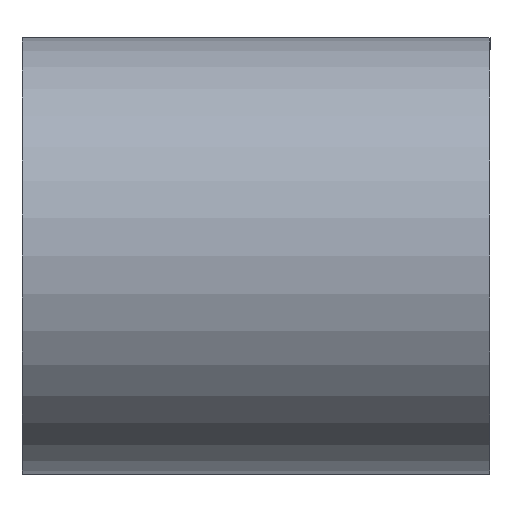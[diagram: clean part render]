
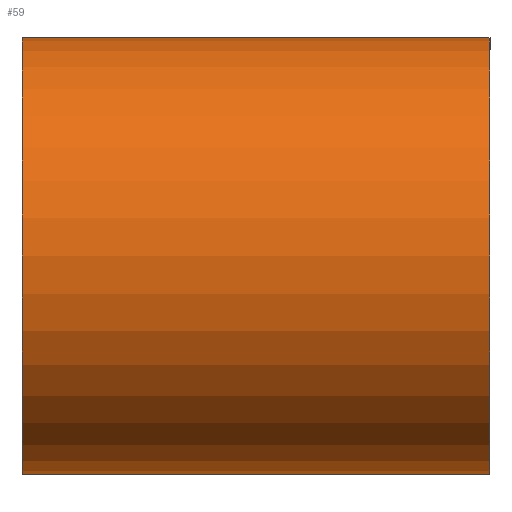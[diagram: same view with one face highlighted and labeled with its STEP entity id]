
A CAD part, left-side view. The second image highlights one B-rep face of the part: STEP entity #59.
In plain terms, the highlighted cylindrical face has radius 7 mm (diameter 14 mm), a full revolution.
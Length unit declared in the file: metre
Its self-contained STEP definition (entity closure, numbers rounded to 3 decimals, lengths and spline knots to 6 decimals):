
#59 = ADVANCED_FACE( 'NONE', ( #141, #142, #143 ), #144, .T. );
#141 = FACE_OUTER_BOUND( '', #264, .T. );
#142 = FACE_OUTER_BOUND( '', #265, .T. );
#143 = FACE_BOUND( '', #266, .T. );
#144 = CYLINDRICAL_SURFACE( '', #267, 0.007 );
#264 = EDGE_LOOP( '', ( #664 ) );
#265 = EDGE_LOOP( '', ( #665 ) );
#266 = EDGE_LOOP( '', ( #666, #667 ) );
#267 = AXIS2_PLACEMENT_3D( '', #668, #669, #670 );
#664 = ORIENTED_EDGE( '', *, *, #837, .T. );
#665 = ORIENTED_EDGE( '', *, *, #838, .T. );
#666 = ORIENTED_EDGE( '', *, *, #839, .T. );
#667 = ORIENTED_EDGE( '', *, *, #840, .T. );
#668 = CARTESIAN_POINT( '', ( 0., 0.010366, 0. ) );
#669 = DIRECTION( '', ( 0., -1., 0. ) );
#670 = DIRECTION( '', ( 0., 0., 1. ) );
#837 = EDGE_CURVE( 'NONE', #910, #910, #911, .T. );
#838 = EDGE_CURVE( 'NONE', #912, #912, #913, .T. );
#839 = EDGE_CURVE( 'NONE', #914, #915, #916, .T. );
#840 = EDGE_CURVE( 'NONE', #915, #914, #917, .T. );
#910 = VERTEX_POINT( '', #1049 );
#911 = CIRCLE( '', #1050, 0.007 );
#912 = VERTEX_POINT( '', #1051 );
#913 = CIRCLE( '', #1052, 0.007 );
#914 = VERTEX_POINT( 'NONE', #1053 );
#915 = VERTEX_POINT( 'NONE', #1054 );
#916 = B_SPLINE_CURVE_WITH_KNOTS( '', 3, ( #1055, #1056, #1057, #1058, #1059, #1060, #1061, #1062, #1063, #1064, #1065, #1066, #1067, #1068, #1069, #1070, #1071, #1072, #1073, #1074, #1075, #1076, #1077, #1078, #1079, #1080, #1081, #1082, #1083, #1084, #1085, #1086, #1087, #1088 ), .UNSPECIFIED., .F., .F., ( 4, 1, 1, 1, 1, 1, 1, 1, 1, 1, 1, 1, 1, 1, 1, 1, 1, 1, 1, 1, 1, 1, 1, 1, 1, 1, 1, 1, 1, 1, 1, 4 ), ( 0., 0.010456, 0.020894, 0.031343, 0.04183, 0.052384, 0.063031, 0.093484, 0.12558, 0.156123, 0.188156, 0.250265, 0.312696, 0.344069, 0.374659, 0.438669, 0.499645, 0.561134, 0.624326, 0.655221, 0.687049, 0.749718, 0.780964, 0.812223, 0.844016, 0.874889, 0.897719, 0.919597, 0.940634, 0.960953, 0.980692, 1. ), .UNSPECIFIED. );
#917 = B_SPLINE_CURVE_WITH_KNOTS( '', 3, ( #1089, #1090, #1091, #1092, #1093, #1094, #1095, #1096, #1097, #1098, #1099, #1100, #1101, #1102, #1103, #1104, #1105, #1106, #1107, #1108, #1109, #1110, #1111, #1112, #1113, #1114, #1115, #1116, #1117, #1118, #1119, #1120, #1121, #1122 ), .UNSPECIFIED., .F., .F., ( 4, 1, 1, 1, 1, 1, 1, 1, 1, 1, 1, 1, 1, 1, 1, 1, 1, 1, 1, 1, 1, 1, 1, 1, 1, 1, 1, 1, 1, 1, 1, 4 ), ( 0., 0.010408, 0.020793, 0.031183, 0.041605, 0.052088, 0.062657, 0.093147, 0.125274, 0.155809, 0.187854, 0.249989, 0.312467, 0.343989, 0.374722, 0.438711, 0.499655, 0.561099, 0.624256, 0.655132, 0.686943, 0.749576, 0.780809, 0.812046, 0.843827, 0.874672, 0.897545, 0.91946, 0.940529, 0.96088, 0.980652, 1. ), .UNSPECIFIED. );
#1049 = CARTESIAN_POINT( '', ( 0., 0.0075, 0.007 ) );
#1050 = AXIS2_PLACEMENT_3D( '', #1286, #1287, #1288 );
#1051 = CARTESIAN_POINT( '', ( 0., -0.0075, -0.007 ) );
#1052 = AXIS2_PLACEMENT_3D( '', #1289, #1290, #1291 );
#1053 = CARTESIAN_POINT( '', ( 0.004216, -0.000391, 0.005588 ) );
#1054 = CARTESIAN_POINT( '', ( 0.004218, 0.000421, -0.005586 ) );
#1055 = CARTESIAN_POINT( '', ( 0.004216, -0.000391, 0.005588 ) );
#1056 = CARTESIAN_POINT( '', ( 0.004211, -0.000324, 0.005592 ) );
#1057 = CARTESIAN_POINT( '', ( 0.004202, -0.000191, 0.005598 ) );
#1058 = CARTESIAN_POINT( '', ( 0.004199, 0.00001, 0.005601 ) );
#1059 = CARTESIAN_POINT( '', ( 0.004203, 0.00021, 0.005598 ) );
#1060 = CARTESIAN_POINT( '', ( 0.004216, 0.000411, 0.005588 ) );
#1061 = CARTESIAN_POINT( '', ( 0.004237, 0.000612, 0.005572 ) );
#1062 = CARTESIAN_POINT( '', ( 0.004285, 0.000937, 0.005536 ) );
#1063 = CARTESIAN_POINT( '', ( 0.004386, 0.001389, 0.005457 ) );
#1064 = CARTESIAN_POINT( '', ( 0.004565, 0.001939, 0.005308 ) );
#1065 = CARTESIAN_POINT( '', ( 0.004785, 0.002469, 0.005113 ) );
#1066 = CARTESIAN_POINT( '', ( 0.005105, 0.00313, 0.004799 ) );
#1067 = CARTESIAN_POINT( '', ( 0.005541, 0.00389, 0.004305 ) );
#1068 = CARTESIAN_POINT( '', ( 0.005969, 0.004549, 0.003682 ) );
#1069 = CARTESIAN_POINT( '', ( 0.00628, 0.005004, 0.003106 ) );
#1070 = CARTESIAN_POINT( '', ( 0.006566, 0.00541, 0.002471 ) );
#1071 = CARTESIAN_POINT( '', ( 0.00685, 0.0058, 0.001589 ) );
#1072 = CARTESIAN_POINT( '', ( 0.007021, 0.006028, 0.000415 ) );
#1073 = CARTESIAN_POINT( '', ( 0.00699, 0.005987, -0.000787 ) );
#1074 = CARTESIAN_POINT( '', ( 0.006798, 0.005728, -0.001742 ) );
#1075 = CARTESIAN_POINT( '', ( 0.006566, 0.005409, -0.002446 ) );
#1076 = CARTESIAN_POINT( '', ( 0.006294, 0.005026, -0.003098 ) );
#1077 = CARTESIAN_POINT( '', ( 0.005972, 0.004556, -0.003674 ) );
#1078 = CARTESIAN_POINT( '', ( 0.005631, 0.004023, -0.004166 ) );
#1079 = CARTESIAN_POINT( '', ( 0.00537, 0.003591, -0.004497 ) );
#1080 = CARTESIAN_POINT( '', ( 0.005112, 0.003131, -0.004787 ) );
#1081 = CARTESIAN_POINT( '', ( 0.004888, 0.002687, -0.005014 ) );
#1082 = CARTESIAN_POINT( '', ( 0.004702, 0.002274, -0.005187 ) );
#1083 = CARTESIAN_POINT( '', ( 0.004555, 0.001902, -0.005316 ) );
#1084 = CARTESIAN_POINT( '', ( 0.004432, 0.00153, -0.005419 ) );
#1085 = CARTESIAN_POINT( '', ( 0.004333, 0.00116, -0.005498 ) );
#1086 = CARTESIAN_POINT( '', ( 0.004259, 0.000792, -0.005556 ) );
#1087 = CARTESIAN_POINT( '', ( 0.004232, 0.000544, -0.005576 ) );
#1088 = CARTESIAN_POINT( '', ( 0.004218, 0.000421, -0.005586 ) );
#1089 = CARTESIAN_POINT( '', ( 0.004218, 0.000421, -0.005586 ) );
#1090 = CARTESIAN_POINT( '', ( 0.004213, 0.000355, -0.00559 ) );
#1091 = CARTESIAN_POINT( '', ( 0.004203, 0.000222, -0.005597 ) );
#1092 = CARTESIAN_POINT( '', ( 0.004199, 0.000022, -0.005601 ) );
#1093 = CARTESIAN_POINT( '', ( 0.004202, -0.000178, -0.005599 ) );
#1094 = CARTESIAN_POINT( '', ( 0.004214, -0.000379, -0.00559 ) );
#1095 = CARTESIAN_POINT( '', ( 0.004233, -0.000579, -0.005575 ) );
#1096 = CARTESIAN_POINT( '', ( 0.004279, -0.000905, -0.00554 ) );
#1097 = CARTESIAN_POINT( '', ( 0.004377, -0.001359, -0.005464 ) );
#1098 = CARTESIAN_POINT( '', ( 0.004556, -0.001912, -0.005317 ) );
#1099 = CARTESIAN_POINT( '', ( 0.004774, -0.002446, -0.005123 ) );
#1100 = CARTESIAN_POINT( '', ( 0.005095, -0.003111, -0.00481 ) );
#1101 = CARTESIAN_POINT( '', ( 0.005532, -0.003876, -0.004317 ) );
#1102 = CARTESIAN_POINT( '', ( 0.005962, -0.004539, -0.003693 ) );
#1103 = CARTESIAN_POINT( '', ( 0.006276, -0.004998, -0.003115 ) );
#1104 = CARTESIAN_POINT( '', ( 0.006564, -0.005407, -0.002477 ) );
#1105 = CARTESIAN_POINT( '', ( 0.00685, -0.0058, -0.001592 ) );
#1106 = CARTESIAN_POINT( '', ( 0.007021, -0.006028, -0.000415 ) );
#1107 = CARTESIAN_POINT( '', ( 0.00699, -0.005987, 0.00079 ) );
#1108 = CARTESIAN_POINT( '', ( 0.006797, -0.005726, 0.001748 ) );
#1109 = CARTESIAN_POINT( '', ( 0.006564, -0.005405, 0.002453 ) );
#1110 = CARTESIAN_POINT( '', ( 0.00629, -0.00502, 0.003106 ) );
#1111 = CARTESIAN_POINT( '', ( 0.005967, -0.004548, 0.003682 ) );
#1112 = CARTESIAN_POINT( '', ( 0.005625, -0.004013, 0.004174 ) );
#1113 = CARTESIAN_POINT( '', ( 0.005363, -0.003579, 0.004505 ) );
#1114 = CARTESIAN_POINT( '', ( 0.005105, -0.003117, 0.004794 ) );
#1115 = CARTESIAN_POINT( '', ( 0.00488, -0.00267, 0.005021 ) );
#1116 = CARTESIAN_POINT( '', ( 0.004695, -0.002256, 0.005194 ) );
#1117 = CARTESIAN_POINT( '', ( 0.004548, -0.001881, 0.005322 ) );
#1118 = CARTESIAN_POINT( '', ( 0.004425, -0.001507, 0.005425 ) );
#1119 = CARTESIAN_POINT( '', ( 0.004327, -0.001134, 0.005503 ) );
#1120 = CARTESIAN_POINT( '', ( 0.004254, -0.000763, 0.005559 ) );
#1121 = CARTESIAN_POINT( '', ( 0.004228, -0.000514, 0.005579 ) );
#1122 = CARTESIAN_POINT( '', ( 0.004216, -0.000391, 0.005588 ) );
#1286 = CARTESIAN_POINT( '', ( 0., 0.0075, 0. ) );
#1287 = DIRECTION( '', ( 0., -1., 0. ) );
#1288 = DIRECTION( '', ( 0., 0., 1. ) );
#1289 = CARTESIAN_POINT( '', ( 0., -0.0075, 0. ) );
#1290 = DIRECTION( '', ( 0., 1., 0. ) );
#1291 = DIRECTION( '', ( 0., 0., -1. ) );
